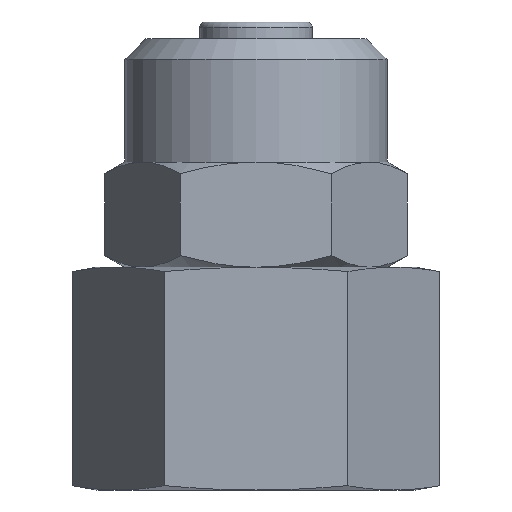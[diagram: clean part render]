
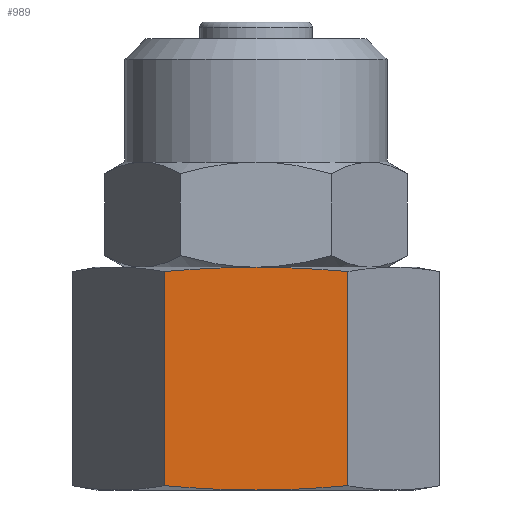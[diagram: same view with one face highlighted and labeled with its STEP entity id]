
A CAD part, front view. The second image highlights one B-rep face of the part: STEP entity #989.
In plain terms, the highlighted planar face has unit normal (0, -1, 0).
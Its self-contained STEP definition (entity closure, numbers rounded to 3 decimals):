
#263=CARTESIAN_POINT('',(0.,-8.5,0.0));
#264=VERTEX_POINT('',#263);
#482=CARTESIAN_POINT('',(4.907,-8.5,11.668));
#483=VERTEX_POINT('',#482);
#484=CARTESIAN_POINT('',(0.,-8.5,11.9));
#485=VERTEX_POINT('',#484);
#486=CARTESIAN_POINT('',(4.907,-8.5,11.668));
#487=CARTESIAN_POINT('',(2.278,-8.5,11.9));
#488=CARTESIAN_POINT('',(0.,-8.5,11.9));
#496=(BOUNDED_CURVE()B_SPLINE_CURVE(2,(#486,#487,#488),.UNSPECIFIED.,.F.,.U.)B_SPLINE_CURVE_WITH_KNOTS((3,3),(0.659,1.242),.UNSPECIFIED.)CURVE()GEOMETRIC_REPRESENTATION_ITEM()RATIONAL_B_SPLINE_CURVE((1.088,1.082,1.0))REPRESENTATION_ITEM(''));
#497=EDGE_CURVE('',#483,#485,#496,.T.);
#527=CARTESIAN_POINT('',(-4.907,-8.5,11.668));
#528=VERTEX_POINT('',#527);
#529=CARTESIAN_POINT('',(0.,-8.5,11.9));
#530=CARTESIAN_POINT('',(-2.278,-8.5,11.9));
#531=CARTESIAN_POINT('',(-4.907,-8.5,11.668));
#539=(BOUNDED_CURVE()B_SPLINE_CURVE(2,(#529,#530,#531),.UNSPECIFIED.,.F.,.U.)B_SPLINE_CURVE_WITH_KNOTS((3,3),(1.242,1.825),.UNSPECIFIED.)CURVE()GEOMETRIC_REPRESENTATION_ITEM()RATIONAL_B_SPLINE_CURVE((1.0,1.082,1.088))REPRESENTATION_ITEM(''));
#540=EDGE_CURVE('',#485,#528,#539,.T.);
#660=CARTESIAN_POINT('',(-4.907,-8.5,0.232));
#661=VERTEX_POINT('',#660);
#662=CARTESIAN_POINT('',(-4.907,-8.5,0.232));
#663=CARTESIAN_POINT('',(-2.278,-8.5,0.));
#664=CARTESIAN_POINT('',(0.,-8.5,0.0));
#672=(BOUNDED_CURVE()B_SPLINE_CURVE(2,(#662,#663,#664),.UNSPECIFIED.,.F.,.U.)B_SPLINE_CURVE_WITH_KNOTS((3,3),(0.659,1.242),.UNSPECIFIED.)CURVE()GEOMETRIC_REPRESENTATION_ITEM()RATIONAL_B_SPLINE_CURVE((1.088,1.082,1.0))REPRESENTATION_ITEM(''));
#673=EDGE_CURVE('',#661,#264,#672,.T.);
#697=CARTESIAN_POINT('',(4.907,-8.5,0.232));
#698=VERTEX_POINT('',#697);
#712=CARTESIAN_POINT('',(0.,-8.5,0.0));
#713=CARTESIAN_POINT('',(2.278,-8.5,0.));
#714=CARTESIAN_POINT('',(4.907,-8.5,0.232));
#722=(BOUNDED_CURVE()B_SPLINE_CURVE(2,(#712,#713,#714),.UNSPECIFIED.,.F.,.U.)B_SPLINE_CURVE_WITH_KNOTS((3,3),(1.242,1.825),.UNSPECIFIED.)CURVE()GEOMETRIC_REPRESENTATION_ITEM()RATIONAL_B_SPLINE_CURVE((1.0,1.082,1.088))REPRESENTATION_ITEM(''));
#723=EDGE_CURVE('',#264,#698,#722,.T.);
#966=CARTESIAN_POINT('',(4.907,-8.5,0.0));
#967=DIRECTION('',(0.0,-1.0,0.0));
#968=DIRECTION('',(0.0,0.0,-1.0));
#969=AXIS2_PLACEMENT_3D('',#966,#967,#968);
#970=PLANE('',#969);
#971=ORIENTED_EDGE('',*,*,#497,.T.);
#972=ORIENTED_EDGE('',*,*,#540,.T.);
#973=CARTESIAN_POINT('',(-4.907,-8.5,0.232));
#974=DIRECTION('',(0.0,0.0,1.0));
#975=VECTOR('',#974,11.436);
#976=LINE('',#973,#975);
#977=EDGE_CURVE('',#661,#528,#976,.T.);
#978=ORIENTED_EDGE('',*,*,#977,.F.);
#979=ORIENTED_EDGE('',*,*,#673,.T.);
#980=ORIENTED_EDGE('',*,*,#723,.T.);
#981=CARTESIAN_POINT('',(4.907,-8.5,0.232));
#982=DIRECTION('',(0.0,0.0,1.0));
#983=VECTOR('',#982,11.436);
#984=LINE('',#981,#983);
#985=EDGE_CURVE('',#698,#483,#984,.T.);
#986=ORIENTED_EDGE('',*,*,#985,.T.);
#987=EDGE_LOOP('',(#971,#972,#978,#979,#980,#986));
#988=FACE_OUTER_BOUND('',#987,.T.);
#989=ADVANCED_FACE('',(#988),#970,.T.);
